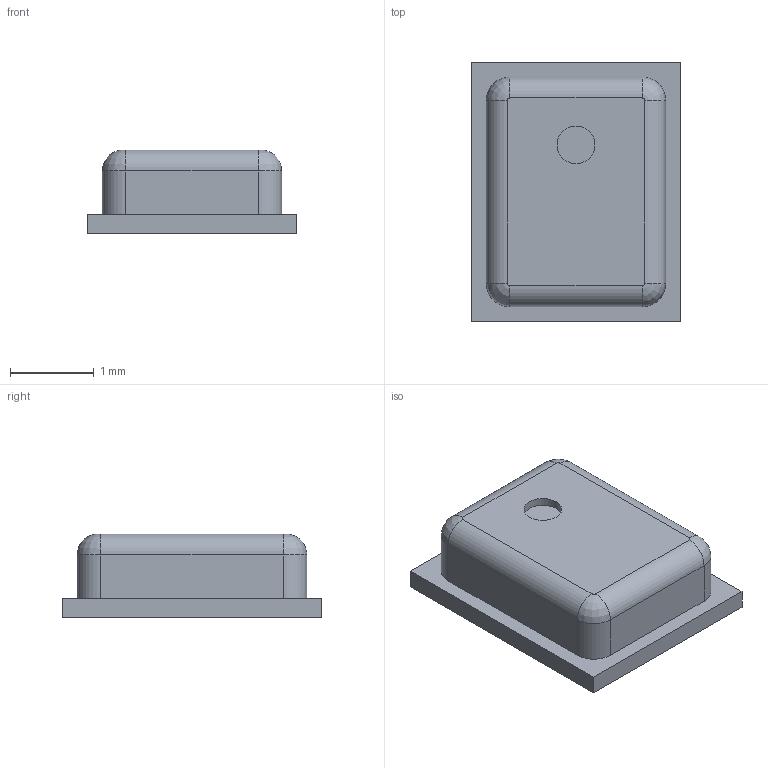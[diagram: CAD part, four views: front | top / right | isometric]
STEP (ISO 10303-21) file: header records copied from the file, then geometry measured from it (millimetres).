
FILE_DESCRIPTION(('FreeCAD Model'),'2;1');
FILE_NAME('Pad002.step', '2018-09-11T19:36:43',('kicad StepUp'),('ksu MCAD'), 'Open CASCADE STEP processor 6.8','FreeCAD','Unknown');
FILE_SCHEMA(('AUTOMOTIVE_DESIGN_CC2 { 1 2 10303 214 -1 1 5 4 }'));
Length unit declared in the file: millimetre
Products named in the file (1): Pad002
Bounding box: 2.5 x 3.1 x 1 mm (x, y, z)
Volume: 6.1 mm3; surface area: 24.4 mm2
Topology: 1 solids, 1 shells, 45 faces, 103 edges, 66 vertices
Faces by surface type: plane 32, cylinder 9, revolution 4
Full cylindrical faces by diameter (mm): 0.45 x1
Entity records: 1612 total; most frequent: CARTESIAN_POINT 243, DIRECTION 213, ORIENTED_EDGE 206, EDGE_CURVE 103, LINE 81, VECTOR 81, VERTEX_POINT 66, AXIS2_PLACEMENT_3D 64
